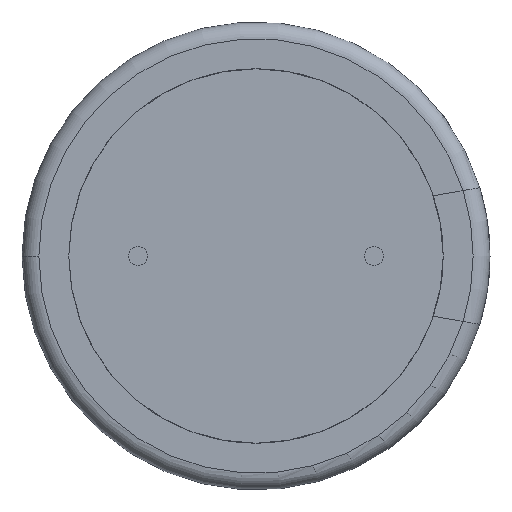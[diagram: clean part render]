
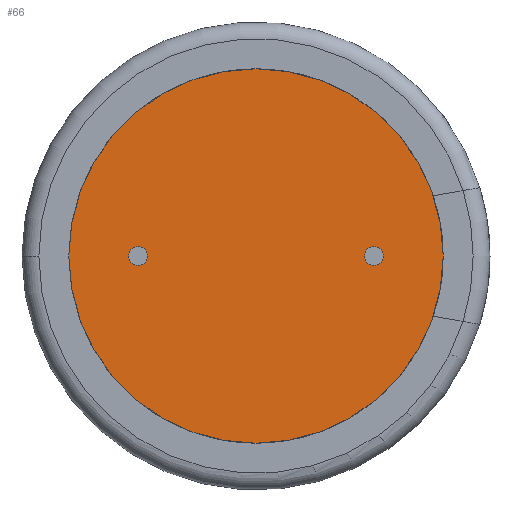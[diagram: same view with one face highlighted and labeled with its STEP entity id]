
A CAD part, front view. The second image highlights one B-rep face of the part: STEP entity #66.
In plain terms, the highlighted planar face has unit normal (0, -1, 0).
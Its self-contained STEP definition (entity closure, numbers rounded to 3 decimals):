
#24 = ORIENTED_EDGE ( 'NONE', *, *, #254, .F. ) ;
#54 = CARTESIAN_POINT ( 'NONE',  ( 0., 0., 0. ) ) ;
#66 = ADVANCED_FACE ( 'NONE', ( #1782, #591, #746 ), #1877, .F. ) ;
#67 = AXIS2_PLACEMENT_3D ( 'NONE', #80, #998, #1459 ) ;
#80 = CARTESIAN_POINT ( 'NONE',  ( 6.3, 0., 0. ) ) ;
#121 = EDGE_LOOP ( 'NONE', ( #1429, #769 ) ) ;
#151 = EDGE_CURVE ( 'NONE', #373, #1231, #1735, .T. ) ;
#186 = AXIS2_PLACEMENT_3D ( 'NONE', #1747, #1156, #188 ) ;
#188 = DIRECTION ( 'NONE',  ( -1., 0., 0. ) ) ;
#200 = DIRECTION ( 'NONE',  ( 0., 1., 0. ) ) ;
#254 = EDGE_CURVE ( 'NONE', #1068, #1924, #1423, .T. ) ;
#325 = CIRCLE ( 'NONE', #1974, 0.5 ) ;
#350 = DIRECTION ( 'NONE',  ( -1., 0., 0. ) ) ;
#373 = VERTEX_POINT ( 'NONE', #1779 ) ;
#397 = EDGE_LOOP ( 'NONE', ( #24, #749 ) ) ;
#558 = DIRECTION ( 'NONE',  ( 0., -1., 0. ) ) ;
#591 = FACE_BOUND ( 'NONE', #813, .T. ) ;
#645 = VERTEX_POINT ( 'NONE', #1726 ) ;
#657 = DIRECTION ( 'NONE',  ( 0., -1., 0. ) ) ;
#701 = CARTESIAN_POINT ( 'NONE',  ( -6.3, 0., 0. ) ) ;
#711 = EDGE_CURVE ( 'NONE', #1769, #645, #1630, .T. ) ;
#746 = FACE_OUTER_BOUND ( 'NONE', #121, .T. ) ;
#749 = ORIENTED_EDGE ( 'NONE', *, *, #1749, .F. ) ;
#765 = AXIS2_PLACEMENT_3D ( 'NONE', #1875, #657, #1578 ) ;
#769 = ORIENTED_EDGE ( 'NONE', *, *, #1039, .F. ) ;
#813 = EDGE_LOOP ( 'NONE', ( #1100, #1024 ) ) ;
#838 = CARTESIAN_POINT ( 'NONE',  ( -6.3, 0., 0.5 ) ) ;
#954 = CARTESIAN_POINT ( 'NONE',  ( -6.3, 0., -0.5 ) ) ;
#955 = EDGE_CURVE ( 'NONE', #645, #1769, #1561, .T. ) ;
#998 = DIRECTION ( 'NONE',  ( 0., -1., 0. ) ) ;
#1021 = CARTESIAN_POINT ( 'NONE',  ( 6.3, 0., -0.5 ) ) ;
#1024 = ORIENTED_EDGE ( 'NONE', *, *, #711, .F. ) ;
#1039 = EDGE_CURVE ( 'NONE', #1231, #373, #1910, .T. ) ;
#1068 = VERTEX_POINT ( 'NONE', #838 ) ;
#1100 = ORIENTED_EDGE ( 'NONE', *, *, #955, .F. ) ;
#1156 = DIRECTION ( 'NONE',  ( 0., 1., 0. ) ) ;
#1163 = CARTESIAN_POINT ( 'NONE',  ( 10., 0., 0. ) ) ;
#1213 = AXIS2_PLACEMENT_3D ( 'NONE', #1866, #1252, #1880 ) ;
#1231 = VERTEX_POINT ( 'NONE', #1163 ) ;
#1252 = DIRECTION ( 'NONE',  ( 0., -1., 0. ) ) ;
#1324 = AXIS2_PLACEMENT_3D ( 'NONE', #1752, #1919, #1449 ) ;
#1423 = CIRCLE ( 'NONE', #765, 0.5 ) ;
#1429 = ORIENTED_EDGE ( 'NONE', *, *, #151, .F. ) ;
#1449 = DIRECTION ( 'NONE',  ( -1., 0., 0. ) ) ;
#1459 = DIRECTION ( 'NONE',  ( -1., 0., 0. ) ) ;
#1561 = CIRCLE ( 'NONE', #1213, 0.5 ) ;
#1578 = DIRECTION ( 'NONE',  ( -1., 0., 0. ) ) ;
#1630 = CIRCLE ( 'NONE', #67, 0.5 ) ;
#1726 = CARTESIAN_POINT ( 'NONE',  ( 6.3, 0., 0.5 ) ) ;
#1735 = CIRCLE ( 'NONE', #1324, 10. ) ;
#1747 = CARTESIAN_POINT ( 'NONE',  ( 0., 0., 0. ) ) ;
#1749 = EDGE_CURVE ( 'NONE', #1924, #1068, #325, .T. ) ;
#1752 = CARTESIAN_POINT ( 'NONE',  ( 0., 0., 0. ) ) ;
#1769 = VERTEX_POINT ( 'NONE', #1021 ) ;
#1779 = CARTESIAN_POINT ( 'NONE',  ( -10., 0., 0. ) ) ;
#1781 = DIRECTION ( 'NONE',  ( -1., 0., 0. ) ) ;
#1782 = FACE_BOUND ( 'NONE', #397, .T. ) ;
#1866 = CARTESIAN_POINT ( 'NONE',  ( 6.3, 0., 0. ) ) ;
#1875 = CARTESIAN_POINT ( 'NONE',  ( -6.3, 0., 0. ) ) ;
#1877 = PLANE ( 'NONE',  #1992 ) ;
#1880 = DIRECTION ( 'NONE',  ( -1., 0., 0. ) ) ;
#1910 = CIRCLE ( 'NONE', #186, 10. ) ;
#1919 = DIRECTION ( 'NONE',  ( 0., 1., 0. ) ) ;
#1924 = VERTEX_POINT ( 'NONE', #954 ) ;
#1974 = AXIS2_PLACEMENT_3D ( 'NONE', #701, #558, #1781 ) ;
#1992 = AXIS2_PLACEMENT_3D ( 'NONE', #54, #200, #350 ) ;
